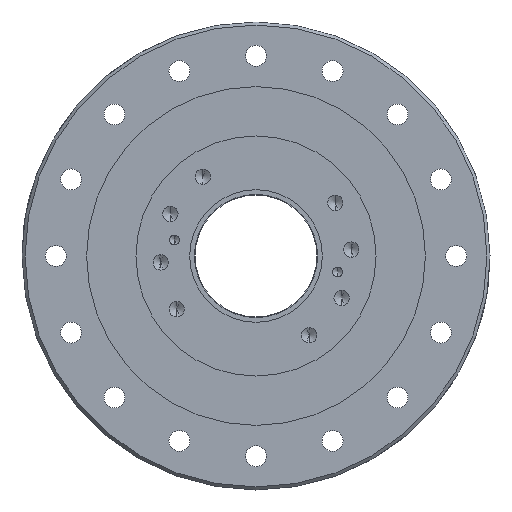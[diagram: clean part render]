
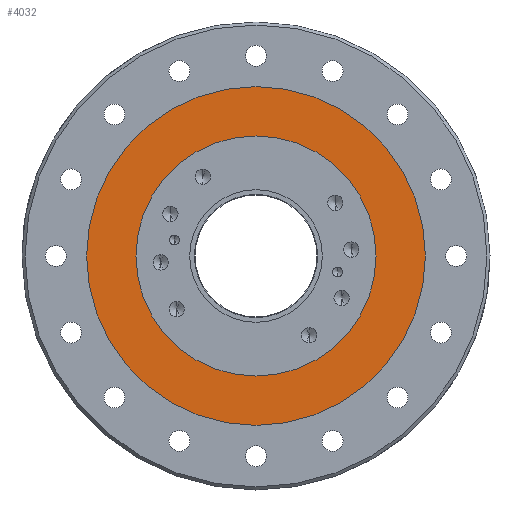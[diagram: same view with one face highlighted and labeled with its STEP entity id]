
A CAD part, left-side view. The second image highlights one B-rep face of the part: STEP entity #4032.
In plain terms, the highlighted planar face has unit normal (-1, 0, 0).
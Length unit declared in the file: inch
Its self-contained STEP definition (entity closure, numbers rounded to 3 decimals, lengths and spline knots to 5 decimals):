
#55 = DIRECTION ( 'NONE',  ( -1., 0., 0. ) ) ;
#87 = DIRECTION ( 'NONE',  ( 0., 0., 1. ) ) ;
#318 = AXIS2_PLACEMENT_3D ( 'NONE', #3055, #55, #719 ) ;
#384 = AXIS2_PLACEMENT_3D ( 'NONE', #2075, #3071, #87 ) ;
#618 = CARTESIAN_POINT ( 'NONE',  ( 0.472, 0., 0. ) ) ;
#719 = DIRECTION ( 'NONE',  ( 0., 0., 1. ) ) ;
#867 = AXIS2_PLACEMENT_3D ( 'NONE', #3749, #3416, #3482 ) ;
#911 = CIRCLE ( 'NONE', #3913, 1.5355 ) ;
#1101 = CARTESIAN_POINT ( 'NONE',  ( 0.472, 0., -1.5355 ) ) ;
#1182 = CARTESIAN_POINT ( 'NONE',  ( 0.472, 0., -2.1655 ) ) ;
#1242 = EDGE_CURVE ( 'NONE', #4019, #1769, #911, .T. ) ;
#1358 = CIRCLE ( 'NONE', #867, 2.1655 ) ;
#1525 = PLANE ( 'NONE',  #2131 ) ;
#1769 = VERTEX_POINT ( 'NONE', #1101 ) ;
#1809 = FACE_BOUND ( 'NONE', #4119, .T. ) ;
#1928 = DIRECTION ( 'NONE',  ( -1., 0., 0. ) ) ;
#2075 = CARTESIAN_POINT ( 'NONE',  ( 0.472, 0., 0. ) ) ;
#2131 = AXIS2_PLACEMENT_3D ( 'NONE', #2874, #2858, #3117 ) ;
#2411 = ORIENTED_EDGE ( 'NONE', *, *, #1242, .F. ) ;
#2597 = EDGE_LOOP ( 'NONE', ( #3494, #3774 ) ) ;
#2755 = EDGE_CURVE ( 'NONE', #2807, #3941, #4281, .T. ) ;
#2807 = VERTEX_POINT ( 'NONE', #1182 ) ;
#2858 = DIRECTION ( 'NONE',  ( 1., 0., 0. ) ) ;
#2874 = CARTESIAN_POINT ( 'NONE',  ( 0.472, 2.1655, 0. ) ) ;
#3055 = CARTESIAN_POINT ( 'NONE',  ( 0.472, 0., 0. ) ) ;
#3071 = DIRECTION ( 'NONE',  ( -1., 0., 0. ) ) ;
#3117 = DIRECTION ( 'NONE',  ( 0., 0., -1. ) ) ;
#3135 = FACE_OUTER_BOUND ( 'NONE', #2597, .T. ) ;
#3247 = EDGE_CURVE ( 'NONE', #3941, #2807, #1358, .T. ) ;
#3277 = DIRECTION ( 'NONE',  ( 0., 0., 1. ) ) ;
#3390 = EDGE_CURVE ( 'NONE', #1769, #4019, #3591, .T. ) ;
#3416 = DIRECTION ( 'NONE',  ( -1., 0., 0. ) ) ;
#3445 = CARTESIAN_POINT ( 'NONE',  ( 0.472, 0., 1.5355 ) ) ;
#3482 = DIRECTION ( 'NONE',  ( 0., 0., 1. ) ) ;
#3494 = ORIENTED_EDGE ( 'NONE', *, *, #3247, .T. ) ;
#3591 = CIRCLE ( 'NONE', #318, 1.5355 ) ;
#3619 = ORIENTED_EDGE ( 'NONE', *, *, #3390, .F. ) ;
#3736 = CARTESIAN_POINT ( 'NONE',  ( 0.472, 0., 2.1655 ) ) ;
#3749 = CARTESIAN_POINT ( 'NONE',  ( 0.472, 0., 0. ) ) ;
#3774 = ORIENTED_EDGE ( 'NONE', *, *, #2755, .T. ) ;
#3913 = AXIS2_PLACEMENT_3D ( 'NONE', #618, #1928, #3277 ) ;
#3941 = VERTEX_POINT ( 'NONE', #3736 ) ;
#4019 = VERTEX_POINT ( 'NONE', #3445 ) ;
#4032 = ADVANCED_FACE ( 'NONE', ( #1809, #3135 ), #1525, .F. ) ;
#4119 = EDGE_LOOP ( 'NONE', ( #2411, #3619 ) ) ;
#4281 = CIRCLE ( 'NONE', #384, 2.1655 ) ;
